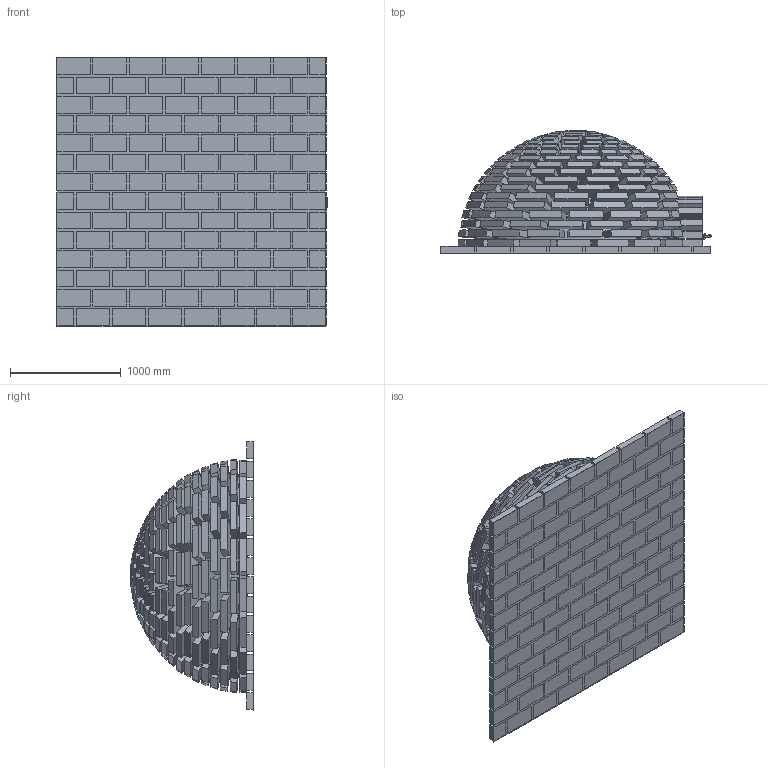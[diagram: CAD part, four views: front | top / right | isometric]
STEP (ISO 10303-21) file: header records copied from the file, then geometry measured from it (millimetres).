
FILE_DESCRIPTION(('FreeCAD Model'),'2;1');
FILE_NAME('Open CASCADE Shape Model','2025-05-01T01:05:24',('FreeCAD'),( 'FreeCAD'),'Open CASCADE STEP processor 7.6','FreeCAD','Unknown');
FILE_SCHEMA(('AUTOMOTIVE_DESIGN { 1 0 10303 214 1 1 1 1 }'));
Products named in the file (1): Open CASCADE STEP translator 7.6 1
Bounding box: 2442.2 x 1109.18 x 2427.47 mm (x, y, z)
Volume: 914014958.9 mm3; surface area: 63500129.9 mm2
Topology: 391 solids, 392 shells, 2365 faces, 4751 edges, 3168 vertices
Faces by surface type: bspline 2365
Entity records: 55128 total; most frequent: CARTESIAN_POINT 22779, ORIENTED_EDGE 9494, EDGE_CURVE 4749, B_SPLINE_CURVE_WITH_KNOTS 4691, VERTEX_POINT 3168, FACE_BOUND 2372, EDGE_LOOP 2372, ADVANCED_FACE 2365
